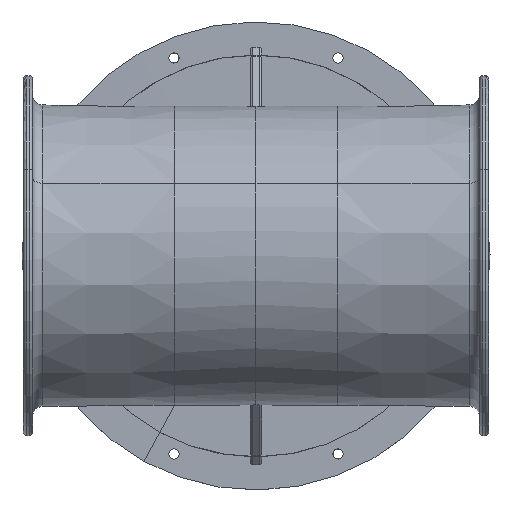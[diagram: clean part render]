
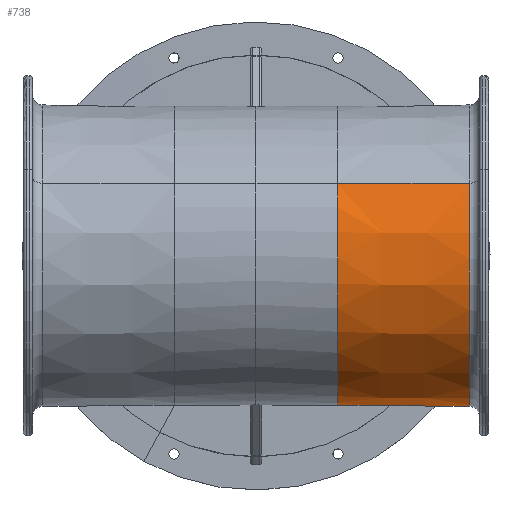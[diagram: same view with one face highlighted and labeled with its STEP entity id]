
A CAD part, top view. The second image highlights one B-rep face of the part: STEP entity #738.
In plain terms, the highlighted conical face has half-angle 0.5 degrees and reference radius 133 mm.
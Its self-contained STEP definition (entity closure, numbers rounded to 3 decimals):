
#223=CARTESIAN_POINT('Vertex',(95.877,-63.861,-626.698)) ;
#323=CARTESIAN_POINT('Control Point',(95.877,-63.861,-626.698)) ;
#324=CARTESIAN_POINT('Control Point',(90.732,-70.576,-622.978)) ;
#325=CARTESIAN_POINT('Control Point',(85.046,-76.561,-618.981)) ;
#326=CARTESIAN_POINT('Control Point',(78.958,-81.866,-614.873)) ;
#327=CARTESIAN_POINT('Control Point',(72.5,-86.535,-610.799)) ;
#328=CARTESIAN_POINT('Vertex',(72.5,-86.535,-610.799)) ;
#680=CARTESIAN_POINT('Axis2P3D Location',(72.5,0.,-509.8)) ;
#689=CARTESIAN_POINT('Vertex',(189.635,-64.254,-627.416)) ;
#694=CARTESIAN_POINT('Line Origine',(135.489,-64.027,-627.001)) ;
#712=CARTESIAN_POINT('Axis2P3D Location',(189.635,0.,-509.8)) ;
#716=CARTESIAN_POINT('Vertex',(189.635,64.254,-392.185)) ;
#719=CARTESIAN_POINT('Line Origine',(135.489,64.027,-392.599)) ;
#723=CARTESIAN_POINT('Vertex',(72.5,63.764,-393.082)) ;
#726=CARTESIAN_POINT('Axis2P3D Location',(72.5,0.,-509.8)) ;
#681=DIRECTION('Axis2P3D Direction',(1.,0.,0.)) ;
#682=DIRECTION('Axis2P3D XDirection',(0.,-0.479,-0.878)) ;
#695=DIRECTION('Vector Direction',(1.,-0.004,-0.008)) ;
#713=DIRECTION('Axis2P3D Direction',(1.,0.,0.)) ;
#720=DIRECTION('Vector Direction',(1.,0.004,0.008)) ;
#727=DIRECTION('Axis2P3D Direction',(1.,0.,0.)) ;
#683=AXIS2_PLACEMENT_3D('Cone Axis2P3D',#680,#681,#682) ;
#714=AXIS2_PLACEMENT_3D('Circle Axis2P3D',#712,#713,$) ;
#728=AXIS2_PLACEMENT_3D('Circle Axis2P3D',#726,#727,$) ;
#732=ORIENTED_EDGE('',*,*,#698,.F.) ;
#733=ORIENTED_EDGE('',*,*,#718,.F.) ;
#734=ORIENTED_EDGE('',*,*,#725,.T.) ;
#735=ORIENTED_EDGE('',*,*,#730,.F.) ;
#736=ORIENTED_EDGE('',*,*,#330,.T.) ;
#696=VECTOR('Line Direction',#695,1.) ;
#721=VECTOR('Line Direction',#720,1.) ;
#738=ADVANCED_FACE('1',(#737),#684,.T.) ;
#322=B_SPLINE_CURVE_WITH_KNOTS('',4,(#323,#324,#325,#326,#327),.UNSPECIFIED.,.F.,.U.,(5,5),(0.,64.571),.UNSPECIFIED.) ;
#715=CIRCLE('generated circle',#714,134.022) ;
#729=CIRCLE('generated circle',#728,133.) ;
#684=CONICAL_SURFACE('Cone',#683,133.,0.009) ;
#330=EDGE_CURVE('',#329,#224,#322,.F.) ;
#698=EDGE_CURVE('',#690,#224,#697,.F.) ;
#718=EDGE_CURVE('',#717,#690,#715,.T.) ;
#725=EDGE_CURVE('',#717,#724,#722,.F.) ;
#730=EDGE_CURVE('',#329,#724,#729,.F.) ;
#731=EDGE_LOOP('',(#732,#733,#734,#735,#736)) ;
#737=FACE_OUTER_BOUND('',#731,.T.) ;
#697=LINE('Line',#694,#696) ;
#722=LINE('Line',#719,#721) ;
#224=VERTEX_POINT('',#223) ;
#329=VERTEX_POINT('',#328) ;
#690=VERTEX_POINT('',#689) ;
#717=VERTEX_POINT('',#716) ;
#724=VERTEX_POINT('',#723) ;
